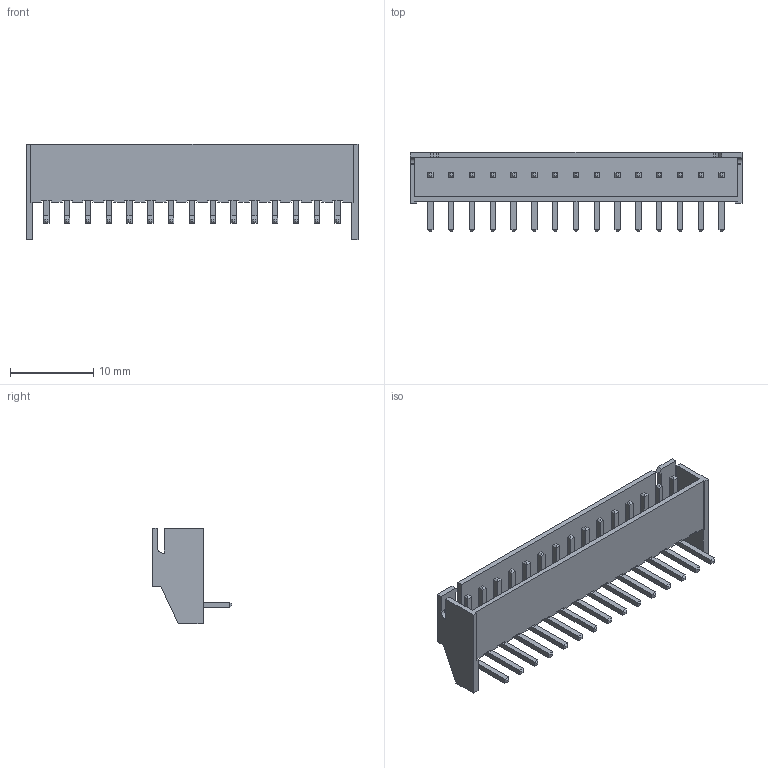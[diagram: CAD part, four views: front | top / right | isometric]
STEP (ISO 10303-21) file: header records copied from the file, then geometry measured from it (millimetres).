
FILE_DESCRIPTION(/* description */ (''),/* implementation_level */ '2;1');
FILE_NAME(/* name */ 'S15B-XH-A.stp',/* time_stamp */ '2017-04-07T20:55:30+09:00',/* author */ (''),/* organization */ (''),/* preprocessor_version */ 'ST-DEVELOPER v16.5',/* originating_system */ 'Autodesk Translation Framework v5.2.0.2920',/* authorisation */ '');
FILE_SCHEMA (('AUTOMOTIVE_DESIGN { 1 0 10303 214 3 1 1 }'));
Length unit declared in the file: millimetre
Products named in the file (1): S3B-XH-A v6
Bounding box: 39.9 x 9.5 x 11.5 mm (x, y, z)
Volume: 579.1 mm3; surface area: 2387.4 mm2
Topology: 16 solids, 16 shells, 436 faces, 1090 edges, 686 vertices
Faces by surface type: plane 400, cylinder 36
Entity records: 12711 total; most frequent: CARTESIAN_POINT 2213, ORIENTED_EDGE 2180, DIRECTION 2036, EDGE_CURVE 1090, LINE 1018, VECTOR 1018, VERTEX_POINT 686, AXIS2_PLACEMENT_3D 509
